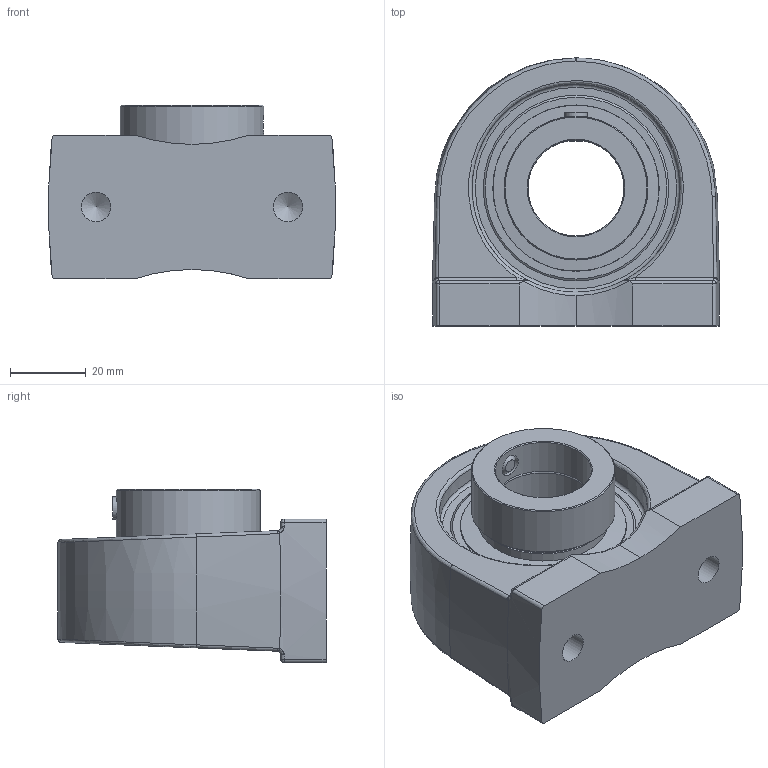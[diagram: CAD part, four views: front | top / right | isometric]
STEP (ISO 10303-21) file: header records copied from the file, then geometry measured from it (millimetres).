
FILE_DESCRIPTION(('HOOPS Exchange Step'),'2;1');
FILE_NAME('export-A6E68E5A-9549-4406-9A1C-027F44AD90F6.stp','2020-03-06T15:48:49-08:00',('dkerr'),('Alibre'),'HOOPS Exchange 2019.2','Alibre','Unknown authorisation');
FILE_SCHEMA( ('AP242_MANAGED_MODEL_BASED_3D_ENGINEERING_MIM_LF {1 0 10303 442 1 1 4 }') );
Length unit declared in the file: inch
Products named in the file (7): SNC 205 COLLAR; SNC 205-16 RACES; SNC 205 SHIELD; M6 SETSCREW; MRN SNC 205-16; MRN SPA 205 (NO ZERK HOLE); MRN SNCPA 205-16 L4L
Assembly tree (7 placements, depth 3):
  MRN SNCPA 205-16 L4L
    MRN SNC 205-16
      SNC 205 COLLAR
      SNC 205-16 RACES
      SNC 205 SHIELD  x2
      M6 SETSCREW
    MRN SPA 205 (NO ZERK HOLE)
Bounding box: 76 x 71 x 45.91 mm (x, y, z)
Volume: 107545.8 mm3; surface area: 42110.7 mm2
Topology: 17 solids, 17 shells, 182 faces, 496 edges, 317 vertices
Faces by surface type: cylinder 53, plane 41, bspline 29, sphere 22, torus 21, cone 16
Full cylindrical faces by diameter (mm): 2.008 x2, 5.994 x2, 6 x1, 7.798 x2, 25.4 x2, 30.683 x2, 33.02 x4, 34.036 x2, 38.1 x1, 43.993 x2, 44.063 x2, 55.143 x2
Entity records: 12295 total; most frequent: CARTESIAN_POINT 7918, ORIENTED_EDGE 882, DIRECTION 867, EDGE_CURVE 441, AXIS2_PLACEMENT_3D 377, VERTEX_POINT 303, CIRCLE 204, EDGE_LOOP 196
